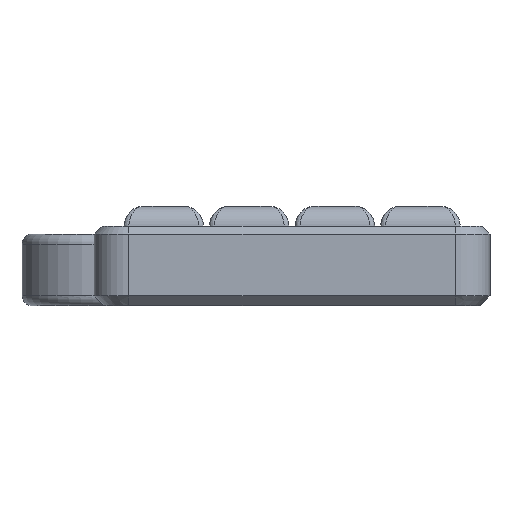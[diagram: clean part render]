
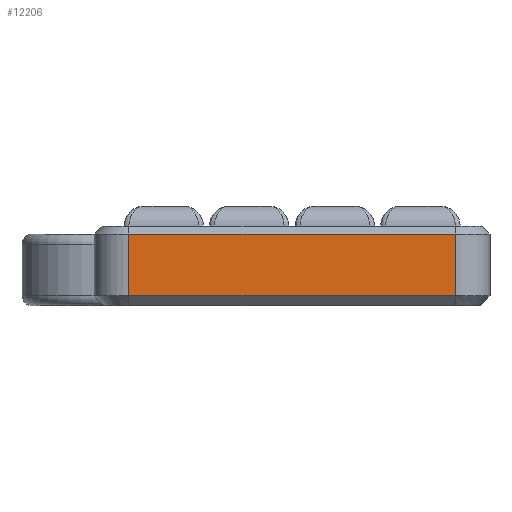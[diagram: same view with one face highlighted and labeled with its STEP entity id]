
A CAD part, left-side view. The second image highlights one B-rep face of the part: STEP entity #12206.
In plain terms, the highlighted planar face has unit normal (-1, 0, 0).
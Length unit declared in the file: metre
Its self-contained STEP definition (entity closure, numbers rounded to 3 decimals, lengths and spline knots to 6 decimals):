
#4555=ORIENTED_EDGE('',*,*,#6420,.F.);
#4556=ORIENTED_EDGE('',*,*,#6421,.T.);
#4557=ORIENTED_EDGE('',*,*,#6422,.T.);
#4558=ORIENTED_EDGE('',*,*,#6423,.T.);
#6420=EDGE_CURVE('',#7437,#7438,#8387,.T.);
#6421=EDGE_CURVE('',#7437,#7439,#8388,.F.);
#6422=EDGE_CURVE('',#7439,#7440,#8389,.T.);
#6423=EDGE_CURVE('',#7440,#7438,#8390,.F.);
#7437=VERTEX_POINT('',#24357);
#7438=VERTEX_POINT('',#24358);
#7439=VERTEX_POINT('',#24360);
#7440=VERTEX_POINT('',#24362);
#8387=LINE('',#24356,#9350);
#8388=LINE('',#24359,#9351);
#8389=LINE('',#24361,#9352);
#8390=LINE('',#24363,#9353);
#9350=VECTOR('',#17836,1.);
#9351=VECTOR('',#17837,1.);
#9352=VECTOR('',#17838,1.);
#9353=VECTOR('',#17839,1.);
#10222=EDGE_LOOP('',(#4555,#4556,#4557,#4558));
#11069=FACE_BOUND('',#10222,.T.);
#11393=PLANE('',#14132);
#12206=ADVANCED_FACE('',(#11069),#11393,.F.);
#14132=AXIS2_PLACEMENT_3D('',#24355,#17834,#17835);
#17834=DIRECTION('',(1.,0.,0.));
#17835=DIRECTION('',(0.,1.,0.));
#17836=DIRECTION('',(0.,0.,1.));
#17837=DIRECTION('',(0.,1.,0.));
#17838=DIRECTION('',(0.,0.,1.));
#17839=DIRECTION('',(0.,-1.,0.));
#24355=CARTESIAN_POINT('',(-0.023559,0.03038,0.));
#24356=CARTESIAN_POINT('',(-0.023559,0.03858,0.));
#24357=CARTESIAN_POINT('',(-0.023559,0.03858,-0.0015));
#24358=CARTESIAN_POINT('',(-0.023559,0.03858,0.0016));
#24359=CARTESIAN_POINT('',(-0.023559,0.02218,-0.0015));
#24360=CARTESIAN_POINT('',(-0.023559,0.02218,-0.0015));
#24361=CARTESIAN_POINT('',(-0.023559,0.02218,0.));
#24362=CARTESIAN_POINT('',(-0.023559,0.02218,0.0016));
#24363=CARTESIAN_POINT('',(-0.023559,0.03038,0.0016));
